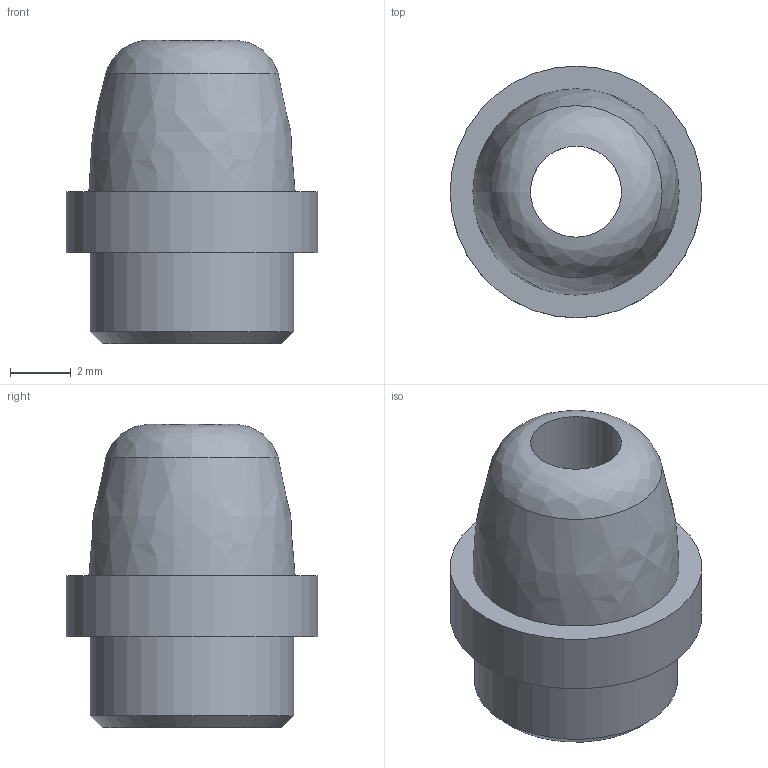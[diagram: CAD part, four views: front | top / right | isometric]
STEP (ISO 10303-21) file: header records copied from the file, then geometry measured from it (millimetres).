
FILE_DESCRIPTION((''),'2;1');
FILE_NAME('6510503.stp','2014-09-10T09:35:13',(''),('KNOMI spol. s r. o.'),'Autodesk Inventor 2012','Autodesk Inventor 2012','');
FILE_SCHEMA(('AUTOMOTIVE_DESIGN { 1 2 10303 214 0 1 1 1 }'));
Length unit declared in the file: millimetre
Products named in the file (1): Těsnící kužel let.tr
Bounding box: 8.3 x 8.3 x 10 mm (x, y, z)
Volume: 189.6 mm3; surface area: 417.3 mm2
Topology: 1 solids, 1 shells, 12 faces, 23 edges, 14 vertices
Faces by surface type: cylinder 4, cone 3, plane 3, bspline 2
Full cylindrical faces by diameter (mm): 3 x1, 5.15 x1, 6.7 x1, 8.3 x1
Entity records: 336 total; most frequent: CARTESIAN_POINT 107, DIRECTION 46, ORIENTED_EDGE 24, EDGE_LOOP 24, AXIS2_PLACEMENT_3D 23, VERTEX_POINT 12, CIRCLE 12, EDGE_CURVE 12
